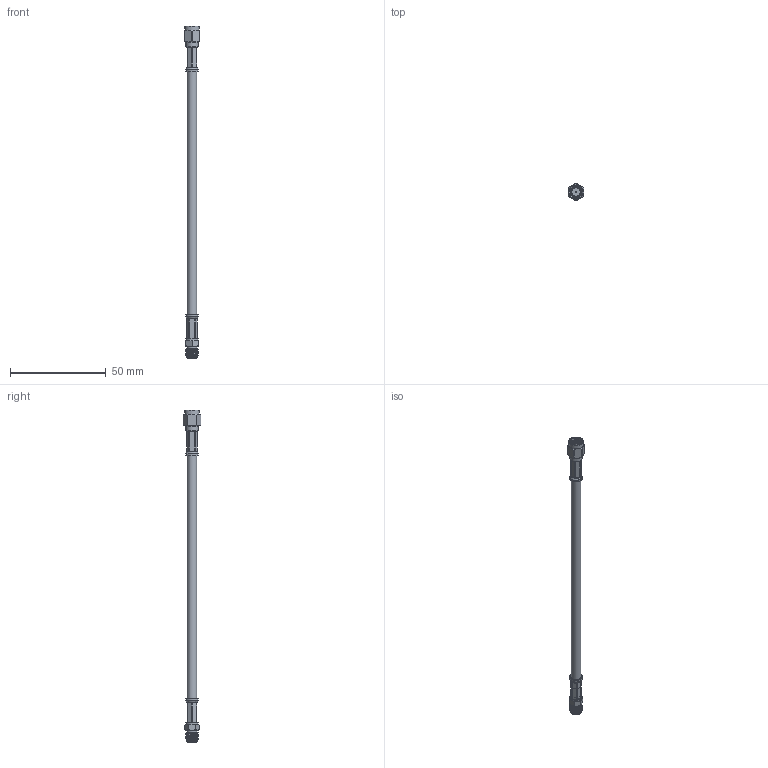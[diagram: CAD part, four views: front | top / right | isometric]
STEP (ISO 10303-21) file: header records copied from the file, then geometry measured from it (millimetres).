
FILE_DESCRIPTION (( 'STEP AP203' ), '1' );
FILE_NAME ('PE3078LF_3D.step', '2022-04-14T14:34:34', ( '' ), ( '' ), 'SwSTEP 2.0', 'SolidWorks 2021', '' );
FILE_SCHEMA (( 'CONFIG_CONTROL_DESIGN' ));
Length unit declared in the file: inch
Products named in the file (4): RG58CU^PE3078LF_RG58; PE4413^PE3078LF_Crimped; PE3078LF_3D; PE4215^PE3078LF_Crimped
Assembly tree (3 placements, depth 2):
  PE3078LF_3D
    RG58CU^PE3078LF_RG58
    PE4215^PE3078LF_Crimped
    PE4413^PE3078LF_Crimped
Bounding box: 7.94 x 9.02 x 173.49 mm (x, y, z)
Volume: 3400.9 mm3; surface area: 4048.1 mm2
Topology: 6 solids, 6 shells, 210 faces, 510 edges, 328 vertices
Faces by surface type: cylinder 85, plane 76, cone 34, bspline 10, torus 5
Full cylindrical faces by diameter (mm): 0.94 x2, 1.194 x2, 1.524 x1, 2.553 x1, 2.705 x1, 3.099 x1, 4.343 x1, 4.496 x1, 4.572 x2, 4.953 x1, 5.27 x2, 5.484 x2, 6.35 x9, 6.5 x2, 7.734 x1
Entity records: 10556 total; most frequent: CARTESIAN_POINT 5949, ORIENTED_EDGE 880, DIRECTION 760, EDGE_CURVE 440, AXIS2_PLACEMENT_3D 317, VERTEX_POINT 304, EDGE_LOOP 264, FACE_OUTER_BOUND 235
